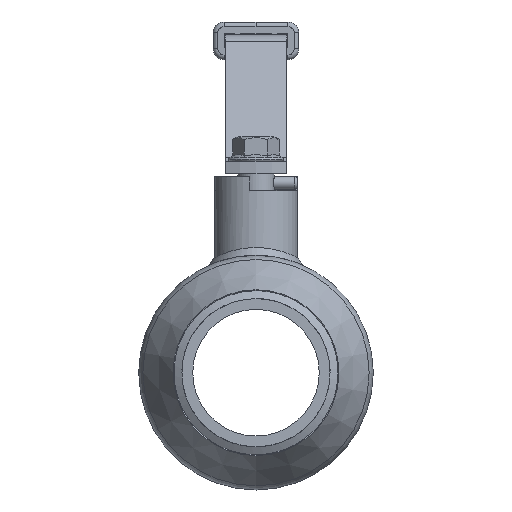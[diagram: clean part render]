
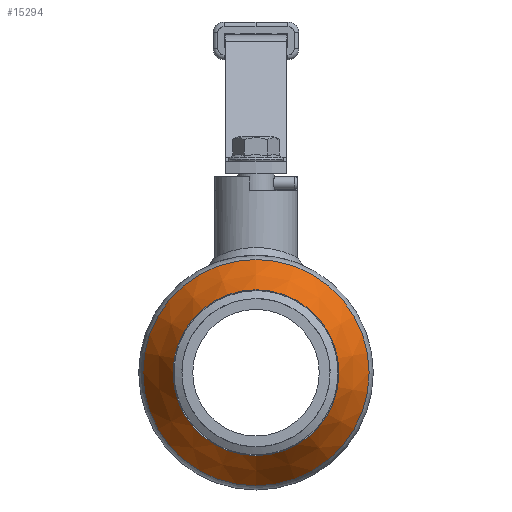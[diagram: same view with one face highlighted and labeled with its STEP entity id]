
A CAD part, front view. The second image highlights one B-rep face of the part: STEP entity #15294.
In plain terms, the highlighted conical face has half-angle 30 degrees and reference radius 26.857 mm.
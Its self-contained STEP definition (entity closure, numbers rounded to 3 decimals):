
#15244=CARTESIAN_POINT('',(0.,-59.1,0.));
#15245=DIRECTION('',(0.,1.,0.));
#15246=DIRECTION('',(0.,-0.,1.));
#15247=AXIS2_PLACEMENT_3D('',#15244,#15245,#15246);
#15248=CONICAL_SURFACE('',#15247,26.857,30.);
#15249=CARTESIAN_POINT('',(0.,-42.121,36.66));
#15250=VERTEX_POINT('',#15249);
#15251=CARTESIAN_POINT('',(0.,-59.1,26.857));
#15252=VERTEX_POINT('',#15251);
#15253=CARTESIAN_POINT('',(0.,-42.121,36.66));
#15254=DIRECTION('',(-0.,-0.866,-0.5));
#15255=VECTOR('',#15254,19.606);
#15256=LINE('',#15253,#15255);
#15257=EDGE_CURVE('',#15250,#15252,#15256,.T.);
#15258=ORIENTED_EDGE('',*,*,#15257,.T.);
#15259=CARTESIAN_POINT('',(-0.,-59.1,-26.857));
#15260=VERTEX_POINT('',#15259);
#15261=CARTESIAN_POINT('',(0.,-59.1,0.));
#15262=DIRECTION('',(0.,-1.,0.));
#15263=DIRECTION('',(0.,0.,-1.));
#15264=AXIS2_PLACEMENT_3D('',#15261,#15262,#15263);
#15265=CIRCLE('',#15264,26.857);
#15266=EDGE_CURVE('',#15260,#15252,#15265,.T.);
#15267=ORIENTED_EDGE('',*,*,#15266,.F.);
#15268=CARTESIAN_POINT('',(0.,-59.1,0.));
#15269=DIRECTION('',(0.,-1.,0.));
#15270=DIRECTION('',(0.,0.,-1.));
#15271=AXIS2_PLACEMENT_3D('',#15268,#15269,#15270);
#15272=CIRCLE('',#15271,26.857);
#15273=EDGE_CURVE('',#15252,#15260,#15272,.T.);
#15274=ORIENTED_EDGE('',*,*,#15273,.F.);
#15275=ORIENTED_EDGE('',*,*,#15257,.F.);
#15276=CARTESIAN_POINT('',(-0.,-42.121,-36.66));
#15277=VERTEX_POINT('',#15276);
#15278=CARTESIAN_POINT('',(0.,-42.121,0.));
#15279=DIRECTION('',(0.,-1.,0.));
#15280=DIRECTION('',(0.,0.,-1.));
#15281=AXIS2_PLACEMENT_3D('',#15278,#15279,#15280);
#15282=CIRCLE('',#15281,36.66);
#15283=EDGE_CURVE('',#15250,#15277,#15282,.T.);
#15284=ORIENTED_EDGE('',*,*,#15283,.T.);
#15285=CARTESIAN_POINT('',(0.,-42.121,0.));
#15286=DIRECTION('',(0.,-1.,0.));
#15287=DIRECTION('',(0.,0.,-1.));
#15288=AXIS2_PLACEMENT_3D('',#15285,#15286,#15287);
#15289=CIRCLE('',#15288,36.66);
#15290=EDGE_CURVE('',#15277,#15250,#15289,.T.);
#15291=ORIENTED_EDGE('',*,*,#15290,.T.);
#15292=EDGE_LOOP('',(#15258,#15267,#15274,#15275,#15284,#15291));
#15293=FACE_BOUND('',#15292,.T.);
#15294=ADVANCED_FACE('',(#15293),#15248,.T.);
